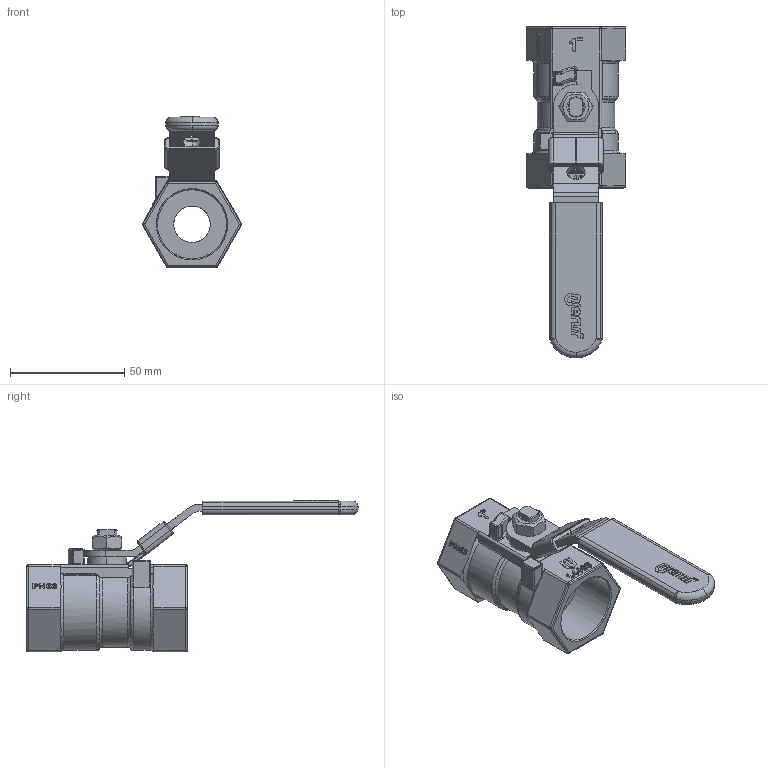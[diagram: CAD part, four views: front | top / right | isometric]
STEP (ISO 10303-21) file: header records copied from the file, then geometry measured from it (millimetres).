
FILE_DESCRIPTION(('HOOPS Exchange Step'),'2;1');
FILE_NAME('GK03_DN25.stp','2025-09-30T09:15:59+02:00',('nieru'),('Unknown organisation'),'HOOPS Exchange 2024.2','HOOPS Exchange','Unknown authorisation');
FILE_SCHEMA( ('AP203_CONFIGURATION_CONTROLLED_3D_DESIGN_OF_MECHANICAL_PARTS_AND_ASSEMBLIES_MIM_LF') );
Length unit declared in the file: millimetre
Products named in the file (2): 0; root
Assembly tree (1 placements, depth 2):
  root
    0
Bounding box: 43.57 x 145.54 x 66.3 mm (x, y, z)
Volume: 64178.3 mm3; surface area: 25271.2 mm2
Topology: 1 solids, 1 shells, 892 faces, 2374 edges, 1515 vertices
Faces by surface type: plane 294, bspline 197, cylinder 191, extrusion 104, sphere 48, torus 43, cone 15
Entity records: 48158 total; most frequent: CARTESIAN_POINT 28580, ORIENTED_EDGE 4738, DIRECTION 2805, EDGE_CURVE 2369, VERTEX_POINT 1515, VECTOR 1241, LINE 1137, B_SPLINE_CURVE_WITH_KNOTS 1110
